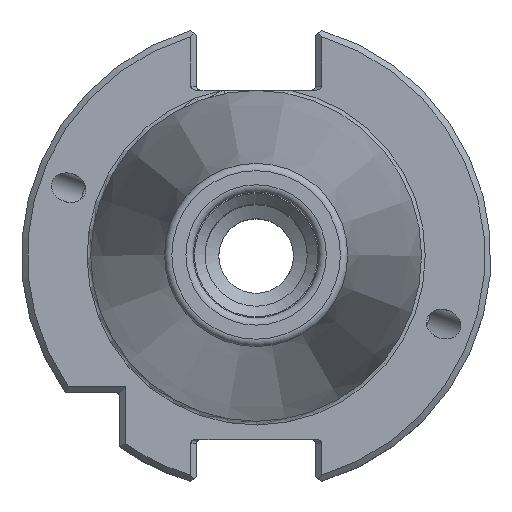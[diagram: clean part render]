
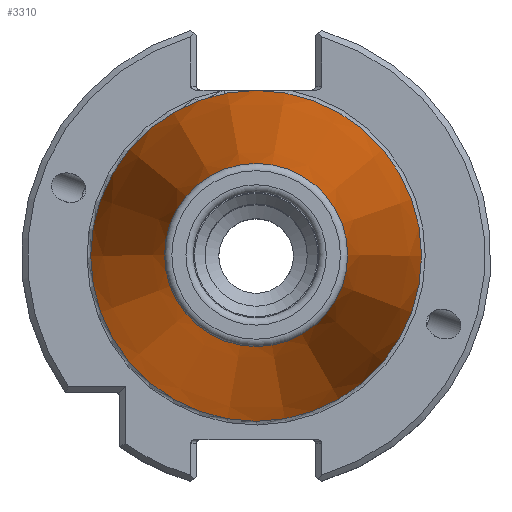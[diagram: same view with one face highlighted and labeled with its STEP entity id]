
A CAD part, top view. The second image highlights one B-rep face of the part: STEP entity #3310.
In plain terms, the highlighted conical face has half-angle 8.297 degrees and reference radius 22.395 mm.
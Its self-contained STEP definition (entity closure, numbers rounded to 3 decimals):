
#300=CONICAL_SURFACE('',#3505,22.395,0.145);
#403=CIRCLE('',#3496,12.397);
#408=CIRCLE('',#3506,22.395);
#563=ORIENTED_EDGE('',*,*,#1156,.F.);
#564=ORIENTED_EDGE('',*,*,#1177,.T.);
#1156=EDGE_CURVE('',#1480,#1480,#403,.T.);
#1177=EDGE_CURVE('',#1499,#1499,#408,.T.);
#1480=VERTEX_POINT('',#4508);
#1499=VERTEX_POINT('',#4599);
#1833=EDGE_LOOP('',(#563));
#1834=EDGE_LOOP('',(#564));
#2045=FACE_BOUND('',#1833,.T.);
#2046=FACE_BOUND('',#1834,.T.);
#3310=ADVANCED_FACE('',(#2045,#2046),#300,.T.);
#3496=AXIS2_PLACEMENT_3D('',#4507,#3845,#3846);
#3505=AXIS2_PLACEMENT_3D('',#4597,#3867,#3868);
#3506=AXIS2_PLACEMENT_3D('',#4598,#3869,#3870);
#3845=DIRECTION('',(0.,0.,1.));
#3846=DIRECTION('',(1.,0.,0.));
#3867=DIRECTION('',(0.,0.,-1.));
#3868=DIRECTION('',(-1.,0.,0.));
#3869=DIRECTION('',(0.,0.,1.));
#3870=DIRECTION('',(1.,0.,0.));
#4507=CARTESIAN_POINT('',(0.,0.,67.394));
#4508=CARTESIAN_POINT('',(12.397,0.,67.394));
#4597=CARTESIAN_POINT('',(0.,0.,-1.163));
#4598=CARTESIAN_POINT('',(0.,0.,-1.163));
#4599=CARTESIAN_POINT('',(22.395,0.,-1.163));
